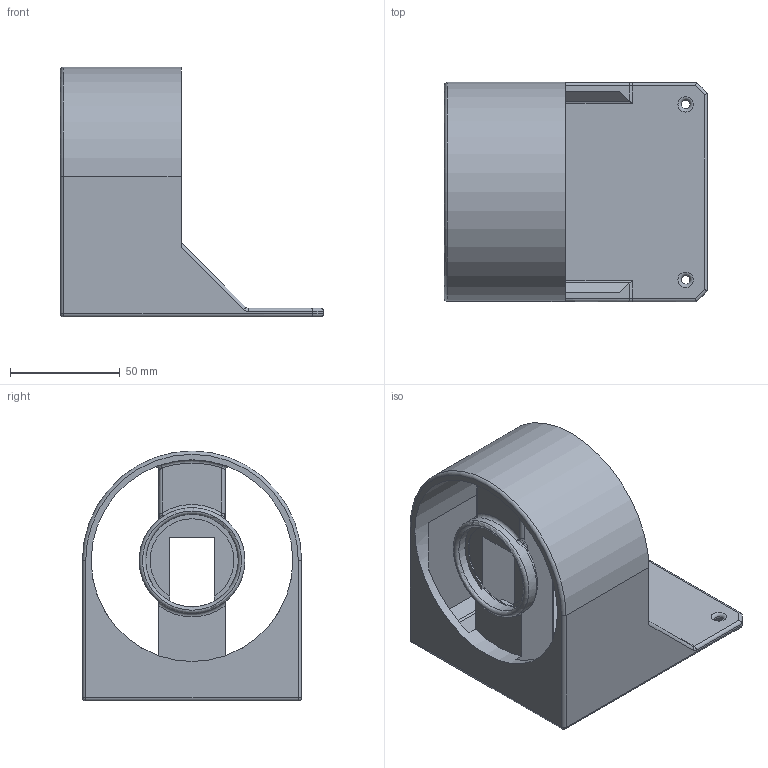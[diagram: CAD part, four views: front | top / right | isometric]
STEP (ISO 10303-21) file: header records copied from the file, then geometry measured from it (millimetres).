
FILE_DESCRIPTION(/* description */ ('STEP AP214','CAx-IF Rec.Pracs.---User Defined Attributes---1.5---2016-08-15'),/* implementation_level */ '2;1');
FILE_NAME(/* name */ '6951448de2474bc8590233ab',/* time_stamp */ '2025-12-28T14:54:06Z',/* author */ (''),/* organization */ (''),/* preprocessor_version */ 'ST-DEVELOPER v20',/* originating_system */ 'ONSHAPE BY PTC INC, 1.208',/* authorisation */ ' ');
FILE_SCHEMA (('AUTOMOTIVE_DESIGN {1 0 10303 214 3 1 1}'));
Length unit declared in the file: metre
Products named in the file (1): Part 1
Bounding box: 120 x 100 x 114 mm (x, y, z)
Volume: 174842.6 mm3; surface area: 74091.6 mm2
Topology: 1 solids, 1 shells, 145 faces, 368 edges, 224 vertices
Faces by surface type: plane 57, cylinder 50, bspline 18, torus 18, sphere 2
Full cylindrical faces by diameter (mm): 3 x4, 4 x2, 42.2 x1, 48.2 x1, 92 x1
Entity records: 5563 total; most frequent: CARTESIAN_POINT 2197, ORIENTED_EDGE 698, DIRECTION 665, EDGE_CURVE 349, AXIS2_PLACEMENT_3D 242, VERTEX_POINT 222, LINE 181, VECTOR 181
